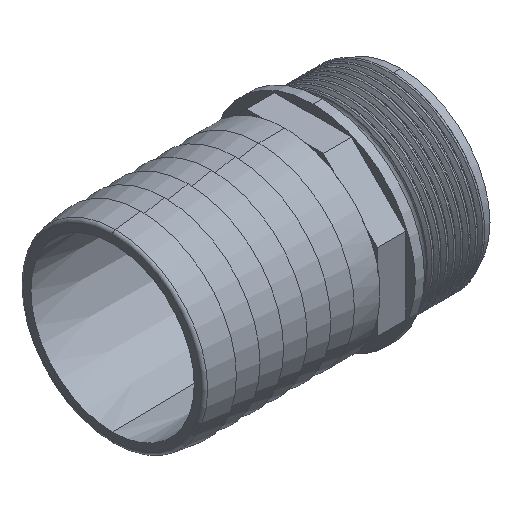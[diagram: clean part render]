
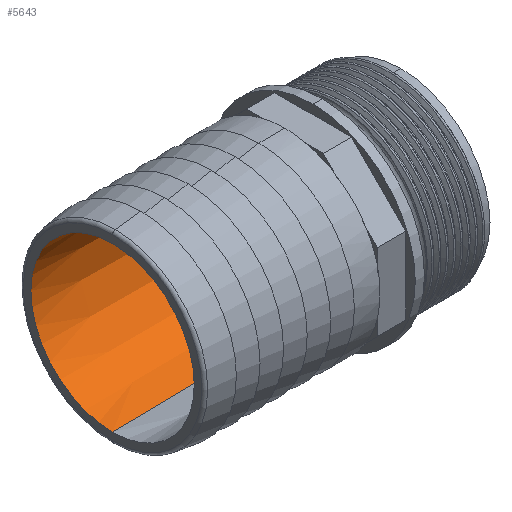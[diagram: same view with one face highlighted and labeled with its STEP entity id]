
A CAD part, isometric view. The second image highlights one B-rep face of the part: STEP entity #5643.
In plain terms, the highlighted conical face has half-angle 0.969 degrees and reference radius 25.95 mm.
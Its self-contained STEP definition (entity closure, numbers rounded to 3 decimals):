
#1359 = VERTEX_POINT ( 'NONE', #5173 ) ;
#1360 = VERTEX_POINT ( 'NONE', #5174 ) ;
#1362 = VERTEX_POINT ( 'NONE', #5176 ) ;
#1365 = VERTEX_POINT ( 'NONE', #5179 ) ;
#1366 = VERTEX_POINT ( 'NONE', #5180 ) ;
#1367 = VERTEX_POINT ( 'NONE', #5181 ) ;
#1368 = VERTEX_POINT ( 'NONE', #5182 ) ;
#1369 = VERTEX_POINT ( 'NONE', #5183 ) ;
#1518 = CIRCLE ( 'NONE', #1524, 25.95 ) ;
#1520 = CIRCLE ( 'NONE', #1522, 24.4 ) ;
#1522 = AXIS2_PLACEMENT_3D ( 'NONE', #4918, #4919, #4920 ) ;
#1524 = AXIS2_PLACEMENT_3D ( 'NONE', #4923, #4924, #4925 ) ;
#1920 = B_SPLINE_CURVE_WITH_KNOTS ( 'NONE', 3,
 ( #4930, #4935, #4941, #4942, #4943, #4944 ),
 .UNSPECIFIED., .F., .F.,
 ( 4, 2, 4 ),
 ( 0., 0., 0. ),
 .UNSPECIFIED. ) ;
#1921 = B_SPLINE_CURVE_WITH_KNOTS ( 'NONE', 3,
 ( #4922, #4917, #4931, #4932, #4933, #4934 ),
 .UNSPECIFIED., .F., .F.,
 ( 4, 2, 4 ),
 ( 0., 0., 0. ),
 .UNSPECIFIED. ) ;
#1922 = B_SPLINE_CURVE_WITH_KNOTS ( 'NONE', 3,
 ( #4926, #4929, #4937, #4938 ),
 .UNSPECIFIED., .F., .F.,
 ( 4, 4 ),
 ( 0., 0. ),
 .UNSPECIFIED. ) ;
#1923 = B_SPLINE_CURVE_WITH_KNOTS ( 'NONE', 3,
 ( #4904, #4921, #4927, #4928 ),
 .UNSPECIFIED., .F., .F.,
 ( 4, 4 ),
 ( 0., 0.002 ),
 .UNSPECIFIED. ) ;
#2078 = CARTESIAN_POINT ( 'NONE',  ( 0., 0., -24.4 ) ) ;
#2080 = CARTESIAN_POINT ( 'NONE',  ( 0., 0., 24.4 ) ) ;
#2085 = CARTESIAN_POINT ( 'NONE',  ( -91.6, 0., -25.95 ) ) ;
#2087 = CARTESIAN_POINT ( 'NONE',  ( -91.6, 0., 25.95 ) ) ;
#2876 = ORIENTED_EDGE ( 'NONE', *, *, #4467, .F. ) ;
#2877 = ORIENTED_EDGE ( 'NONE', *, *, #4466, .F. ) ;
#2878 = ORIENTED_EDGE ( 'NONE', *, *, #4465, .F. ) ;
#2879 = ORIENTED_EDGE ( 'NONE', *, *, #4464, .F. ) ;
#2880 = ORIENTED_EDGE ( 'NONE', *, *, #4463, .F. ) ;
#2881 = ORIENTED_EDGE ( 'NONE', *, *, #4462, .T. ) ;
#2882 = ORIENTED_EDGE ( 'NONE', *, *, #4461, .F. ) ;
#2883 = ORIENTED_EDGE ( 'NONE', *, *, #4460, .F. ) ;
#2884 = ORIENTED_EDGE ( 'NONE', *, *, #4459, .T. ) ;
#2885 = ORIENTED_EDGE ( 'NONE', *, *, #5676, .T. ) ;
#2886 = ORIENTED_EDGE ( 'NONE', *, *, #4458, .F. ) ;
#2887 = ORIENTED_EDGE ( 'NONE', *, *, #5678, .F. ) ;
#4458 = EDGE_CURVE ( 'NONE', #7273, #7270, #1520, .T. ) ;
#4459 = EDGE_CURVE ( 'NONE', #7319, #7318, #1518, .T. ) ;
#4460 = EDGE_CURVE ( 'NONE', #1359, #1360, #1923, .T. ) ;
#4461 = EDGE_CURVE ( 'NONE', #1365, #1359, #1921, .T. ) ;
#4462 = EDGE_CURVE ( 'NONE', #1365, #1369, #1922, .T. ) ;
#4463 = EDGE_CURVE ( 'NONE', #1366, #1369, #1920, .T. ) ;
#4464 = EDGE_CURVE ( 'NONE', #1362, #1366, #6273, .T. ) ;
#4465 = EDGE_CURVE ( 'NONE', #1368, #1362, #6274, .T. ) ;
#4466 = EDGE_CURVE ( 'NONE', #1367, #1368, #6275, .T. ) ;
#4467 = EDGE_CURVE ( 'NONE', #1360, #1367, #6276, .T. ) ;
#4904 = CARTESIAN_POINT ( 'NONE',  ( -2.431, 21.574, 11.486 ) ) ;
#4917 = CARTESIAN_POINT ( 'NONE',  ( -2.267, 21.462, 11.689 ) ) ;
#4918 = CARTESIAN_POINT ( 'NONE',  ( 0., 0., 0. ) ) ;
#4919 = DIRECTION ( 'NONE',  ( -1., 0., 0. ) ) ;
#4920 = DIRECTION ( 'NONE',  ( 0., 0., 1. ) ) ;
#4921 = CARTESIAN_POINT ( 'NONE',  ( -2.631, 21.85, 10.975 ) ) ;
#4922 = CARTESIAN_POINT ( 'NONE',  ( -2.212, 21.452, 11.704 ) ) ;
#4923 = CARTESIAN_POINT ( 'NONE',  ( -91.6, 0., 0. ) ) ;
#4924 = DIRECTION ( 'NONE',  ( -1., 0., 0. ) ) ;
#4925 = DIRECTION ( 'NONE',  ( 0., 0., 1. ) ) ;
#4926 = CARTESIAN_POINT ( 'NONE',  ( -2.212, 21.452, 11.704 ) ) ;
#4927 = CARTESIAN_POINT ( 'NONE',  ( -2.827, 22.108, 10.454 ) ) ;
#4928 = CARTESIAN_POINT ( 'NONE',  ( -3.018, 22.347, 9.922 ) ) ;
#4929 = CARTESIAN_POINT ( 'NONE',  ( -2.166, 21.452, 11.703 ) ) ;
#4930 = CARTESIAN_POINT ( 'NONE',  ( -1.868, 21.561, 11.49 ) ) ;
#4931 = CARTESIAN_POINT ( 'NONE',  ( -2.314, 21.48, 11.657 ) ) ;
#4932 = CARTESIAN_POINT ( 'NONE',  ( -2.386, 21.524, 11.579 ) ) ;
#4933 = CARTESIAN_POINT ( 'NONE',  ( -2.413, 21.548, 11.533 ) ) ;
#4934 = CARTESIAN_POINT ( 'NONE',  ( -2.431, 21.574, 11.486 ) ) ;
#4935 = CARTESIAN_POINT ( 'NONE',  ( -1.886, 21.537, 11.536 ) ) ;
#4936 = CARTESIAN_POINT ( 'NONE',  ( -1.282, 22.306, 9.942 ) ) ;
#4937 = CARTESIAN_POINT ( 'NONE',  ( -2.119, 21.452, 11.702 ) ) ;
#4938 = CARTESIAN_POINT ( 'NONE',  ( -2.073, 21.451, 11.701 ) ) ;
#4939 = CARTESIAN_POINT ( 'NONE',  ( -1.473, 22.075, 10.468 ) ) ;
#4940 = CARTESIAN_POINT ( 'NONE',  ( -1., 22.408, 9.699 ) ) ;
#4941 = CARTESIAN_POINT ( 'NONE',  ( -1.91, 21.515, 11.578 ) ) ;
#4942 = CARTESIAN_POINT ( 'NONE',  ( -1.978, 21.476, 11.653 ) ) ;
#4943 = CARTESIAN_POINT ( 'NONE',  ( -2.022, 21.459, 11.685 ) ) ;
#4944 = CARTESIAN_POINT ( 'NONE',  ( -2.073, 21.451, 11.701 ) ) ;
#4945 = CARTESIAN_POINT ( 'NONE',  ( -1.07, 22.409, 9.698 ) ) ;
#4946 = CARTESIAN_POINT ( 'NONE',  ( -3.299, 22.462, 9.671 ) ) ;
#4947 = CARTESIAN_POINT ( 'NONE',  ( -1.669, 21.827, 10.984 ) ) ;
#4948 = CARTESIAN_POINT ( 'NONE',  ( -1.868, 21.561, 11.49 ) ) ;
#4949 = CARTESIAN_POINT ( 'NONE',  ( -2.533, 22.444, 9.681 ) ) ;
#4950 = CARTESIAN_POINT ( 'NONE',  ( -3.018, 22.347, 9.922 ) ) ;
#4951 = CARTESIAN_POINT ( 'NONE',  ( -1.134, 22.396, 9.733 ) ) ;
#4952 = CARTESIAN_POINT ( 'NONE',  ( -1.228, 22.357, 9.825 ) ) ;
#4953 = CARTESIAN_POINT ( 'NONE',  ( -1.26, 22.333, 9.882 ) ) ;
#4954 = CARTESIAN_POINT ( 'NONE',  ( -1.282, 22.306, 9.942 ) ) ;
#4955 = CARTESIAN_POINT ( 'NONE',  ( -3.039, 22.374, 9.862 ) ) ;
#4957 = CARTESIAN_POINT ( 'NONE',  ( -1.766, 22.426, 9.69 ) ) ;
#4958 = CARTESIAN_POINT ( 'NONE',  ( -1., 22.408, 9.699 ) ) ;
#4960 = CARTESIAN_POINT ( 'NONE',  ( -3.071, 22.401, 9.804 ) ) ;
#4961 = CARTESIAN_POINT ( 'NONE',  ( -3.141, 22.433, 9.732 ) ) ;
#4962 = CARTESIAN_POINT ( 'NONE',  ( -3.168, 22.443, 9.711 ) ) ;
#4963 = CARTESIAN_POINT ( 'NONE',  ( -3.23, 22.457, 9.681 ) ) ;
#4964 = CARTESIAN_POINT ( 'NONE',  ( -3.264, 22.462, 9.672 ) ) ;
#4965 = CARTESIAN_POINT ( 'NONE',  ( -3.299, 22.462, 9.671 ) ) ;
#5173 = CARTESIAN_POINT ( 'NONE',  ( -2.431, 21.574, 11.486 ) ) ;
#5174 = CARTESIAN_POINT ( 'NONE',  ( -3.018, 22.347, 9.922 ) ) ;
#5176 = CARTESIAN_POINT ( 'NONE',  ( -1.282, 22.306, 9.942 ) ) ;
#5179 = CARTESIAN_POINT ( 'NONE',  ( -2.212, 21.452, 11.704 ) ) ;
#5180 = CARTESIAN_POINT ( 'NONE',  ( -1.868, 21.561, 11.49 ) ) ;
#5181 = CARTESIAN_POINT ( 'NONE',  ( -3.299, 22.462, 9.671 ) ) ;
#5182 = CARTESIAN_POINT ( 'NONE',  ( -1., 22.408, 9.699 ) ) ;
#5183 = CARTESIAN_POINT ( 'NONE',  ( -2.073, 21.451, 11.701 ) ) ;
#5643 = ADVANCED_FACE ( 'NONE', ( #6593, #6594 ), #6474, .F. ) ;
#5676 = EDGE_CURVE ( 'NONE', #7273, #7319, #6759, .T. ) ;
#5678 = EDGE_CURVE ( 'NONE', #7270, #7318, #6776, .T. ) ;
#6273 = B_SPLINE_CURVE_WITH_KNOTS ( 'NONE', 3,
 ( #4936, #4939, #4947, #4948 ),
 .UNSPECIFIED., .F., .F.,
 ( 4, 4 ),
 ( 0., 0.002 ),
 .UNSPECIFIED. ) ;
#6274 = B_SPLINE_CURVE_WITH_KNOTS ( 'NONE', 3,
 ( #4940, #4945, #4951, #4952, #4953, #4954 ),
 .UNSPECIFIED., .F., .F.,
 ( 4, 2, 4 ),
 ( 0., 0., 0. ),
 .UNSPECIFIED. ) ;
#6275 = B_SPLINE_CURVE_WITH_KNOTS ( 'NONE', 3,
 ( #4946, #4949, #4957, #4958 ),
 .UNSPECIFIED., .F., .F.,
 ( 4, 4 ),
 ( 0., 0.002 ),
 .UNSPECIFIED. ) ;
#6276 = B_SPLINE_CURVE_WITH_KNOTS ( 'NONE', 3,
 ( #4950, #4955, #4960, #4961, #4962, #4963, #4964, #4965 ),
 .UNSPECIFIED., .F., .F.,
 ( 4, 2, 2, 4 ),
 ( 0.001, 0.001, 0.001, 0.001 ),
 .UNSPECIFIED. ) ;
#6474 = CONICAL_SURFACE ( 'NONE', #6475, 25.95, 0.017 ) ;
#6475 = AXIS2_PLACEMENT_3D ( 'NONE', #6592, #6595, #6589 ) ;
#6589 = DIRECTION ( 'NONE',  ( 0., 0., 1. ) ) ;
#6592 = CARTESIAN_POINT ( 'NONE',  ( -91.6, 0., 0. ) ) ;
#6593 = FACE_OUTER_BOUND ( 'NONE', #7178, .T. ) ;
#6594 = FACE_BOUND ( 'NONE', #7182, .T. ) ;
#6595 = DIRECTION ( 'NONE',  ( -1., 0., 0. ) ) ;
#6758 = CARTESIAN_POINT ( 'NONE',  ( -91.6, 0., 25.95 ) ) ;
#6759 = LINE ( 'NONE', #6758, #7001 ) ;
#6769 = CARTESIAN_POINT ( 'NONE',  ( -91.6, 0., -25.95 ) ) ;
#6773 = DIRECTION ( 'NONE',  ( -1., 0., 0.017 ) ) ;
#6776 = LINE ( 'NONE', #6769, #6998 ) ;
#6780 = DIRECTION ( 'NONE',  ( -1., 0., -0.017 ) ) ;
#6998 = VECTOR ( 'NONE', #6780, 1000. ) ;
#7001 = VECTOR ( 'NONE', #6773, 1000. ) ;
#7178 = EDGE_LOOP ( 'NONE', ( #2887, #2886, #2885, #2884 ) ) ;
#7182 = EDGE_LOOP ( 'NONE', ( #2883, #2882, #2881, #2880, #2879, #2878, #2877, #2876 ) ) ;
#7270 = VERTEX_POINT ( 'NONE', #2078 ) ;
#7273 = VERTEX_POINT ( 'NONE', #2080 ) ;
#7318 = VERTEX_POINT ( 'NONE', #2085 ) ;
#7319 = VERTEX_POINT ( 'NONE', #2087 ) ;
